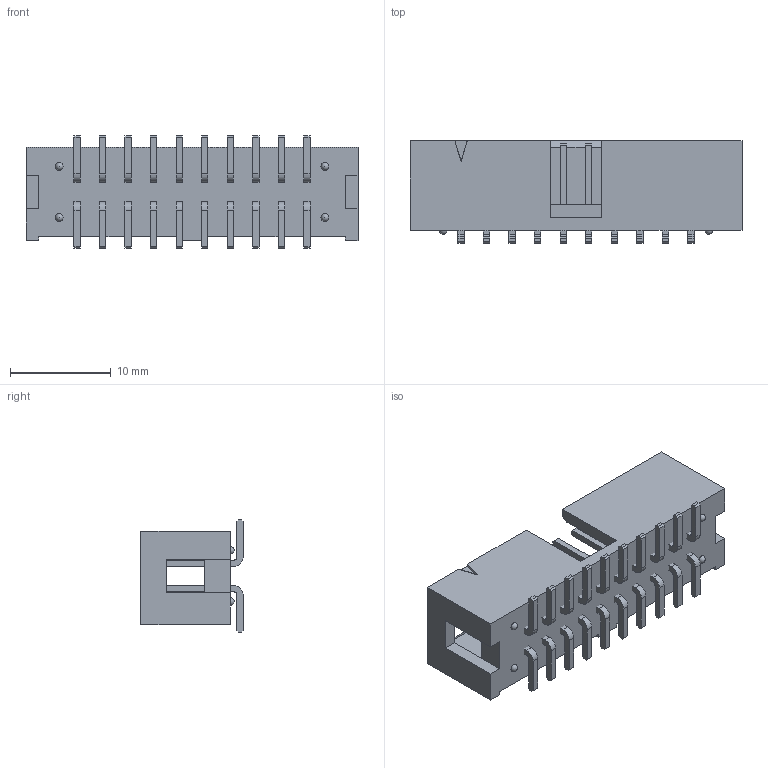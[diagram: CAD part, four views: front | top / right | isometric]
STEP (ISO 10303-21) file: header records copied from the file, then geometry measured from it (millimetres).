
FILE_DESCRIPTION( ( 'STEP AP214' ), '1' );
FILE_NAME( 'HTST-110-01-L-DV.stp', '2018-11-06T17:06:32', ( '' ), ( '' ), ' ', 'PARTsolutions', ' ' );
FILE_SCHEMA( ( 'AUTOMOTIVE_DESIGN { 1 0 10303 214 1 1 1 1 }' ) );
Length unit declared in the file: inch
Products named in the file (4): HTST-110-01-L-DV; _HTST-110-01-DV_header; _HTST-First_Position_Indicator; _T-1S6-10-01-DV_
Assembly tree (3 placements, depth 2):
  HTST-110-01-L-DV
    _HTST-110-01-DV_header
    _HTST-First_Position_Indicator
    _T-1S6-10-01-DV_
Bounding box: 33.02 x 10.16 x 11.18 mm (x, y, z)
Volume: 1437.5 mm3; surface area: 2585.7 mm2
Topology: 3 solids, 3 shells, 370 faces, 1098 edges, 730 vertices
Faces by surface type: plane 326, cylinder 40, sphere 4
Entity records: 15160 total; most frequent: CARTESIAN_POINT 2186, ORIENTED_EDGE 2172, DIRECTION 1918, EDGE_CURVE 1086, LINE 1002, VECTOR 1002, VERTEX_POINT 726, AXIS2_PLACEMENT_3D 458
